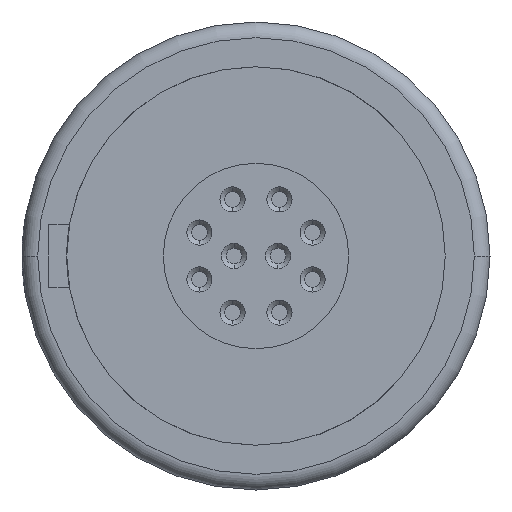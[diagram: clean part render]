
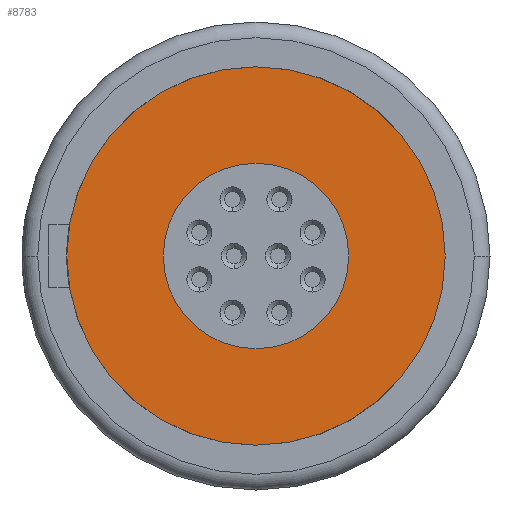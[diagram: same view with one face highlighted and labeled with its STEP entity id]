
A CAD part, left-side view. The second image highlights one B-rep face of the part: STEP entity #8783.
In plain terms, the highlighted planar face has unit normal (-1, 0, 0).
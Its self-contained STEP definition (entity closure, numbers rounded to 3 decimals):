
#3648=CARTESIAN_POINT('',(-1.,0.,0.));
#3649=DIRECTION('',(-1.,0.,0.));
#3650=DIRECTION('',(0.,1.,0.));
#3651=AXIS2_PLACEMENT_3D('',#3648,#3649,#3650);
#3653=CARTESIAN_POINT('',(-1.,0.,0.));
#3654=DIRECTION('',(1.,0.,0.));
#3655=DIRECTION('',(0.,1.,0.));
#3656=AXIS2_PLACEMENT_3D('',#3653,#3654,#3655);
#3658=CARTESIAN_POINT('',(-1.,0.,0.));
#3659=DIRECTION('',(-1.,0.,0.));
#3660=DIRECTION('',(0.,0.,1.));
#3661=AXIS2_PLACEMENT_3D('',#3658,#3659,#3660);
#3663=CARTESIAN_POINT('',(-1.,0.,0.));
#3664=DIRECTION('',(-1.,0.,0.));
#3665=DIRECTION('',(0.,0.,-1.));
#3666=AXIS2_PLACEMENT_3D('',#3663,#3664,#3665);
#4154=CARTESIAN_POINT('',(-1.,0.,-2.95));
#4155=VERTEX_POINT('',#4154);
#4156=CARTESIAN_POINT('',(-1.,0.,2.95));
#4157=VERTEX_POINT('',#4156);
#4619=CARTESIAN_POINT('',(-1.,-6.025,0.));
#4621=VERTEX_POINT('',#4619);
#4626=CARTESIAN_POINT('',(-1.,6.025,0.));
#4627=VERTEX_POINT('',#4626);
#8768=CARTESIAN_POINT('',(-1.,0.,0.));
#8769=DIRECTION('',(1.,0.,0.));
#8770=DIRECTION('',(0.,-1.,0.));
#8771=AXIS2_PLACEMENT_3D('',#8768,#8769,#8770);
#8772=PLANE('',#8771);
#8773=ORIENTED_EDGE('',*,*,#8759,.F.);
#8774=ORIENTED_EDGE('',*,*,#8745,.T.);
#8775=EDGE_LOOP('',(#8773,#8774));
#8776=FACE_OUTER_BOUND('',#8775,.F.);
#8778=ORIENTED_EDGE('',*,*,#8777,.T.);
#8780=ORIENTED_EDGE('',*,*,#8779,.T.);
#8781=EDGE_LOOP('',(#8778,#8780));
#8782=FACE_BOUND('',#8781,.F.);
#8783=ADVANCED_FACE('',(#8776,#8782),#8772,.F.);
#3652=CIRCLE('',#3651,6.025);
#3657=CIRCLE('',#3656,6.025);
#3662=CIRCLE('',#3661,2.95);
#3667=CIRCLE('',#3666,2.95);
#8745=EDGE_CURVE('',#4627,#4621,#3657,.T.);
#8759=EDGE_CURVE('',#4627,#4621,#3652,.T.);
#8777=EDGE_CURVE('',#4157,#4155,#3662,.T.);
#8779=EDGE_CURVE('',#4155,#4157,#3667,.T.);
